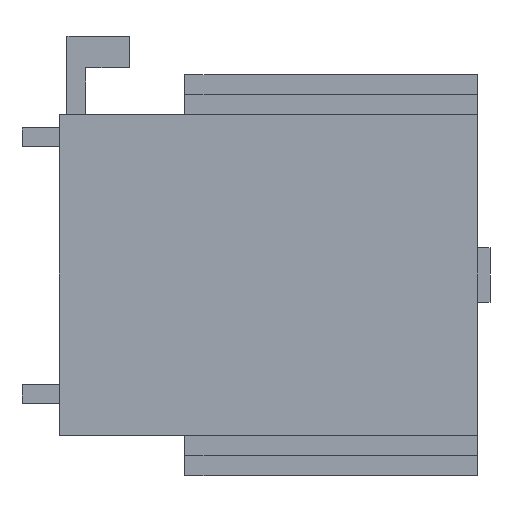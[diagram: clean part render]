
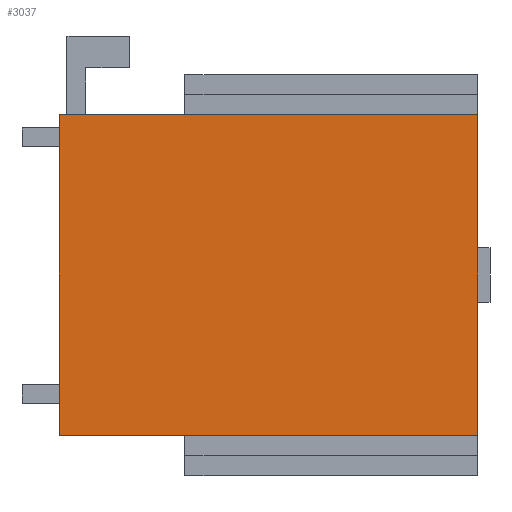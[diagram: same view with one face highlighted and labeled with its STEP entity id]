
A CAD part, left-side view. The second image highlights one B-rep face of the part: STEP entity #3037.
In plain terms, the highlighted planar face has unit normal (-1, 0, 0).
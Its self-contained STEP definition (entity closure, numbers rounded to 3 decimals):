
#2082=CARTESIAN_POINT('POINT9988',(-19.393,0.,-13.04
   ));
#2083=VERTEX_POINT('VERTEX9988',#2082);
#2090=CARTESIAN_POINT('POINT9989',(-19.393,0.,13.04)
   );
#2091=VERTEX_POINT('VERTEX9989',#2090);
#2092=CARTESIAN_POINT('POS17337',(-19.393,0.,
   -16.3));
#2093=DIRECTION('DIR22785',(0.,0.,1.));
#2094=VECTOR('VEC11889',#2093,25.4);
#2095=LINE('STRAIGHT11889',#2092,#2094);
#2096=EDGE_CURVE('EDGE15179',#2083,#2091,#2095,.T.);
#2966=CARTESIAN_POINT('POINT10053',(-19.393,-34.,
   -13.04));
#2967=VERTEX_POINT('VERTEX10053',#2966);
#2974=CARTESIAN_POINT('POS17439',(-19.393,-25.5,
   -13.04));
#2975=DIRECTION('DIR22919',(0.,-1.,0.));
#2976=VECTOR('VEC11959',#2975,25.4);
#2977=LINE('STRAIGHT11959',#2974,#2976);
#2978=EDGE_CURVE('EDGE15263',#2083,#2967,#2977,.T.);
#3014=CARTESIAN_POINT('POINT10054',(-19.393,-34.,
   13.04));
#3015=VERTEX_POINT('VERTEX10054',#3014);
#3016=CARTESIAN_POINT('POS17441',(-19.393,-25.5,
   13.04));
#3017=DIRECTION('DIR22922',(0.,1.,0.));
#3018=VECTOR('VEC11960',#3017,25.4);
#3019=LINE('STRAIGHT11960',#3016,#3018);
#3020=EDGE_CURVE('EDGE15269',#3015,#2091,#3019,.T.);
#3021=ORIENTED_EDGE('COEDGE30443',*,*,#3020,.T.);
#3022=ORIENTED_EDGE('COEDGE30444',*,*,#2096,.F.);
#3023=ORIENTED_EDGE('COEDGE30445',*,*,#2978,.T.);
#3024=CARTESIAN_POINT('POS17442',(-19.393,-34.,
   -13.04));
#3025=DIRECTION('DIR22923',(0.,0.,1.));
#3026=VECTOR('VEC11961',#3025,25.4);
#3027=LINE('STRAIGHT11961',#3024,#3026);
#3028=EDGE_CURVE('EDGE15270',#2967,#3015,#3027,.T.);
#3029=ORIENTED_EDGE('COEDGE30446',*,*,#3028,.T.);
#3030=EDGE_LOOP('NONE',(#3021,#3022,#3023,#3029));
#3031=FACE_BOUND('LOOP1',#3030,.T.);
#3032=CARTESIAN_POINT('POS17443',(-19.393,-34.,
   -13.04));
#3033=DIRECTION('DIR22924',(-1.,0.,0.));
#3034=DIRECTION('DIR22925',(0.,1.,0.));
#3035=AXIS2_PLACEMENT_3D('AXIS5482',#3032,#3033,#3034);
#3036=PLANE('PLANE4333',#3035);
#3037=ADVANCED_FACE('FACE6024',(#3031),#3036,.T.);
